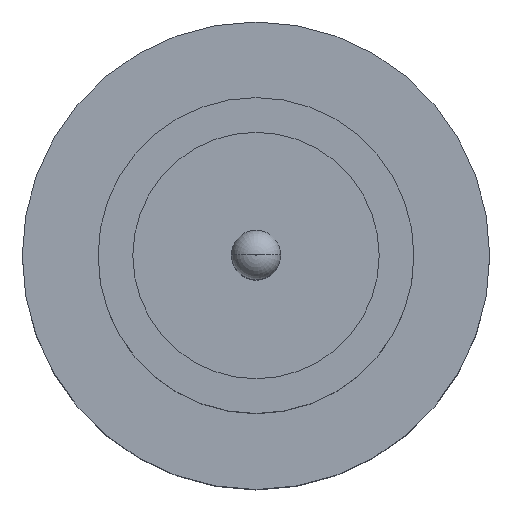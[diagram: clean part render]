
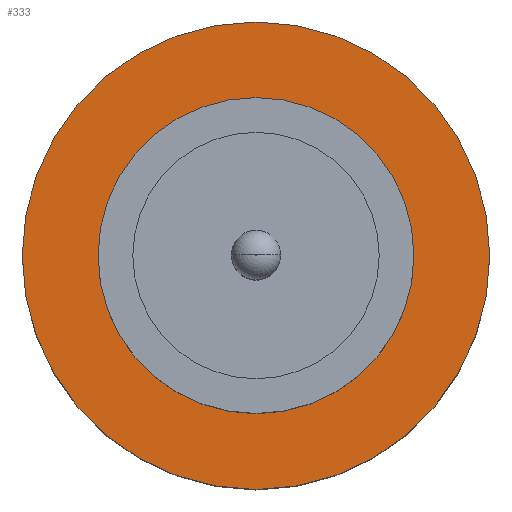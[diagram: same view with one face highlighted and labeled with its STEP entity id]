
A CAD part, top view. The second image highlights one B-rep face of the part: STEP entity #333.
In plain terms, the highlighted planar face has unit normal (0, 0, 1).
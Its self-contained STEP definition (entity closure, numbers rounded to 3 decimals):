
#18 = AXIS2_PLACEMENT_3D ( 'NONE', #91, #592, #332 ) ;
#20 = DIRECTION ( 'NONE',  ( 1., 0., 0. ) ) ;
#90 = DIRECTION ( 'NONE',  ( 0., 0., 1. ) ) ;
#91 = CARTESIAN_POINT ( 'NONE',  ( 0., 0., 1.55 ) ) ;
#119 = DIRECTION ( 'NONE',  ( 1., 0., 0. ) ) ;
#125 = CARTESIAN_POINT ( 'NONE',  ( 1.25, 0., 1.55 ) ) ;
#132 = EDGE_LOOP ( 'NONE', ( #504, #453 ) ) ;
#148 = CIRCLE ( 'NONE', #741, 1.85 ) ;
#149 = FACE_OUTER_BOUND ( 'NONE', #701, .T. ) ;
#207 = CARTESIAN_POINT ( 'NONE',  ( -1.25, 0., 1.55 ) ) ;
#237 = DIRECTION ( 'NONE',  ( 1., 0., 0. ) ) ;
#256 = CARTESIAN_POINT ( 'NONE',  ( 0., 0., 1.55 ) ) ;
#302 = DIRECTION ( 'NONE',  ( 0., 0., 1. ) ) ;
#332 = DIRECTION ( 'NONE',  ( 1., 0., 0. ) ) ;
#333 = ADVANCED_FACE ( 'NONE', ( #388, #149 ), #770, .T. ) ;
#355 = VERTEX_POINT ( 'NONE', #207 ) ;
#373 = CARTESIAN_POINT ( 'NONE',  ( 1.85, 0., 1.55 ) ) ;
#383 = CARTESIAN_POINT ( 'NONE',  ( 0., 0., 1.55 ) ) ;
#388 = FACE_BOUND ( 'NONE', #132, .T. ) ;
#403 = ORIENTED_EDGE ( 'NONE', *, *, #598, .T. ) ;
#411 = EDGE_CURVE ( 'NONE', #355, #624, #463, .T. ) ;
#433 = DIRECTION ( 'NONE',  ( 1., 0., 0. ) ) ;
#453 = ORIENTED_EDGE ( 'NONE', *, *, #411, .F. ) ;
#460 = CIRCLE ( 'NONE', #492, 1.85 ) ;
#463 = CIRCLE ( 'NONE', #18, 1.25 ) ;
#492 = AXIS2_PLACEMENT_3D ( 'NONE', #759, #754, #237 ) ;
#504 = ORIENTED_EDGE ( 'NONE', *, *, #717, .F. ) ;
#556 = ORIENTED_EDGE ( 'NONE', *, *, #567, .T. ) ;
#561 = CARTESIAN_POINT ( 'NONE',  ( -1.85, 0., 1.55 ) ) ;
#564 = DIRECTION ( 'NONE',  ( 0., 0., 1. ) ) ;
#567 = EDGE_CURVE ( 'NONE', #778, #790, #460, .T. ) ;
#571 = AXIS2_PLACEMENT_3D ( 'NONE', #256, #564, #433 ) ;
#576 = AXIS2_PLACEMENT_3D ( 'NONE', #383, #90, #20 ) ;
#592 = DIRECTION ( 'NONE',  ( 0., 0., 1. ) ) ;
#598 = EDGE_CURVE ( 'NONE', #790, #778, #148, .T. ) ;
#624 = VERTEX_POINT ( 'NONE', #125 ) ;
#692 = CARTESIAN_POINT ( 'NONE',  ( 0., 0., 1.55 ) ) ;
#701 = EDGE_LOOP ( 'NONE', ( #556, #403 ) ) ;
#717 = EDGE_CURVE ( 'NONE', #624, #355, #767, .T. ) ;
#741 = AXIS2_PLACEMENT_3D ( 'NONE', #692, #302, #119 ) ;
#754 = DIRECTION ( 'NONE',  ( 0., 0., 1. ) ) ;
#759 = CARTESIAN_POINT ( 'NONE',  ( 0., 0., 1.55 ) ) ;
#767 = CIRCLE ( 'NONE', #571, 1.25 ) ;
#770 = PLANE ( 'NONE',  #576 ) ;
#778 = VERTEX_POINT ( 'NONE', #561 ) ;
#790 = VERTEX_POINT ( 'NONE', #373 ) ;
